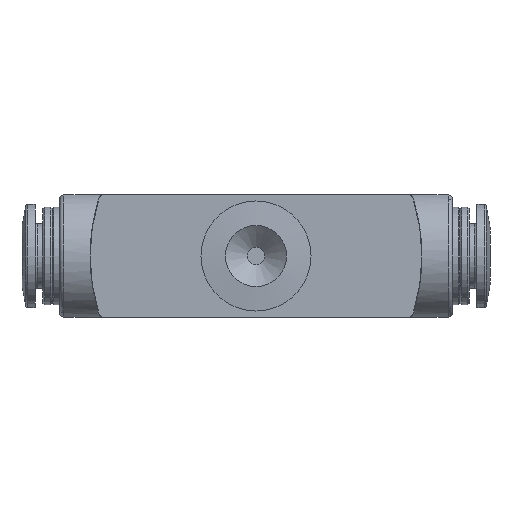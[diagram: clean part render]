
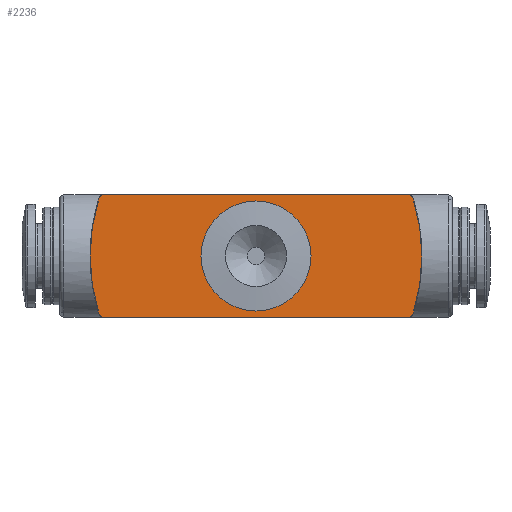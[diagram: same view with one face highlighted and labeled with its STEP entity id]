
A CAD part, left-side view. The second image highlights one B-rep face of the part: STEP entity #2236.
In plain terms, the highlighted planar face has unit normal (-1, 0, 0).
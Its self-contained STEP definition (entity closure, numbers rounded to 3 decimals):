
#56=PLANE('',#2383);
#93=CIRCLE('',#2357,0.5);
#94=CIRCLE('',#2359,22.);
#95=CIRCLE('',#2361,0.5);
#99=CIRCLE('',#2369,0.5);
#101=CIRCLE('',#2373,0.5);
#103=CIRCLE('',#2377,22.);
#107=CIRCLE('',#2384,6.3);
#361=ORIENTED_EDGE('',*,*,#684,.F.);
#362=ORIENTED_EDGE('',*,*,#673,.F.);
#363=ORIENTED_EDGE('',*,*,#680,.F.);
#364=ORIENTED_EDGE('',*,*,#676,.F.);
#365=ORIENTED_EDGE('',*,*,#642,.F.);
#366=ORIENTED_EDGE('',*,*,#660,.F.);
#367=ORIENTED_EDGE('',*,*,#658,.F.);
#368=ORIENTED_EDGE('',*,*,#656,.F.);
#369=ORIENTED_EDGE('',*,*,#626,.F.);
#626=EDGE_CURVE('',#810,#811,#932,.T.);
#642=EDGE_CURVE('',#819,#820,#942,.T.);
#656=EDGE_CURVE('',#811,#828,#93,.T.);
#658=EDGE_CURVE('',#828,#829,#94,.T.);
#660=EDGE_CURVE('',#829,#819,#95,.T.);
#673=EDGE_CURVE('',#836,#810,#99,.T.);
#676=EDGE_CURVE('',#820,#838,#101,.T.);
#680=EDGE_CURVE('',#838,#836,#103,.T.);
#684=EDGE_CURVE('',#842,#842,#107,.F.);
#810=VERTEX_POINT('',#3180);
#811=VERTEX_POINT('',#3182);
#819=VERTEX_POINT('',#3206);
#820=VERTEX_POINT('',#3208);
#828=VERTEX_POINT('',#3237);
#829=VERTEX_POINT('',#3241);
#836=VERTEX_POINT('',#3305);
#838=VERTEX_POINT('',#3313);
#842=VERTEX_POINT('',#3330);
#932=LINE('',#3181,#992);
#942=LINE('',#3207,#1002);
#992=VECTOR('',#2588,1000.);
#1002=VECTOR('',#2612,1000.);
#1071=EDGE_LOOP('',(#361));
#1072=EDGE_LOOP('',(#362,#363,#364,#365,#366,#367,#368,#369));
#1247=FACE_BOUND('',#1071,.T.);
#1248=FACE_BOUND('',#1072,.T.);
#2236=ADVANCED_FACE('',(#1247,#1248),#56,.F.);
#2357=AXIS2_PLACEMENT_3D('',#3236,#2643,#2644);
#2359=AXIS2_PLACEMENT_3D('',#3240,#2648,#2649);
#2361=AXIS2_PLACEMENT_3D('',#3244,#2653,#2654);
#2369=AXIS2_PLACEMENT_3D('',#3306,#2670,#2671);
#2373=AXIS2_PLACEMENT_3D('',#3312,#2679,#2680);
#2377=AXIS2_PLACEMENT_3D('',#3320,#2689,#2690);
#2383=AXIS2_PLACEMENT_3D('',#3328,#2701,#2702);
#2384=AXIS2_PLACEMENT_3D('',#3329,#2703,#2704);
#2588=DIRECTION('',(0.,-1.,0.));
#2612=DIRECTION('',(0.,1.,0.));
#2643=DIRECTION('',(1.,0.,0.));
#2644=DIRECTION('',(0.,0.,-1.));
#2648=DIRECTION('',(1.,0.,0.));
#2649=DIRECTION('',(0.,0.,-1.));
#2653=DIRECTION('',(1.,0.,0.));
#2654=DIRECTION('',(0.,0.,-1.));
#2670=DIRECTION('',(1.,0.,0.));
#2671=DIRECTION('',(0.,0.,-1.));
#2679=DIRECTION('',(1.,0.,0.));
#2680=DIRECTION('',(0.,0.,-1.));
#2689=DIRECTION('',(1.,0.,0.));
#2690=DIRECTION('',(0.,0.,-1.));
#2701=DIRECTION('',(1.,0.,0.));
#2702=DIRECTION('',(0.,0.,-1.));
#2703=DIRECTION('',(1.,0.,0.));
#2704=DIRECTION('',(0.,0.,-1.));
#3180=CARTESIAN_POINT('',(0.,36.494,7.));
#3181=CARTESIAN_POINT('',(0.,36.494,7.));
#3182=CARTESIAN_POINT('',(0.,1.506,7.));
#3206=CARTESIAN_POINT('',(0.,1.506,-7.));
#3207=CARTESIAN_POINT('',(0.,1.506,-7.));
#3208=CARTESIAN_POINT('',(0.,36.494,-7.));
#3236=CARTESIAN_POINT('',(0.,1.506,6.5));
#3237=CARTESIAN_POINT('',(0.,1.029,6.651));
#3240=CARTESIAN_POINT('',(0.,22.,0.));
#3241=CARTESIAN_POINT('',(0.,1.029,-6.651));
#3244=CARTESIAN_POINT('',(0.,1.506,-6.5));
#3305=CARTESIAN_POINT('',(0.,36.971,6.651));
#3306=CARTESIAN_POINT('',(0.,36.494,6.5));
#3312=CARTESIAN_POINT('',(0.,36.494,-6.5));
#3313=CARTESIAN_POINT('',(0.,36.971,-6.651));
#3320=CARTESIAN_POINT('',(0.,16.,0.));
#3328=CARTESIAN_POINT('',(0.,36.494,6.5));
#3329=CARTESIAN_POINT('',(0.,19.,0.));
#3330=CARTESIAN_POINT('',(0.,19.,-6.3));
